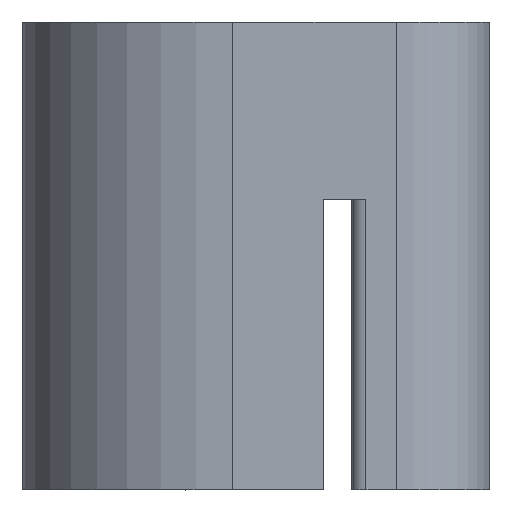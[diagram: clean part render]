
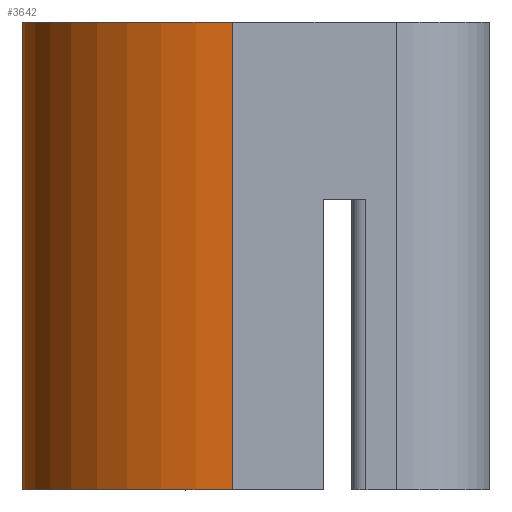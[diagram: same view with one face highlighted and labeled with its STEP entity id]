
A CAD part, left-side view. The second image highlights one B-rep face of the part: STEP entity #3642.
In plain terms, the highlighted cylindrical face has radius 4.5 mm (diameter 9 mm), a partial arc.
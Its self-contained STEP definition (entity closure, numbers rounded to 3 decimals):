
#296=FACE_OUTER_BOUND('',#480,.T.);
#480=EDGE_LOOP('',(#3369,#3370,#3371,#3372));
#587=LINE('',#5531,#945);
#838=LINE('',#6200,#1196);
#945=VECTOR('',#4345,10.);
#1196=VECTOR('',#5098,10.);
#1288=CIRCLE('',#3757,4.5);
#1378=CIRCLE('',#4019,4.5);
#1567=VERTEX_POINT('',#5509);
#1568=VERTEX_POINT('',#5511);
#1573=VERTEX_POINT('',#5530);
#1740=VERTEX_POINT('',#6198);
#1938=EDGE_CURVE('',#1568,#1567,#1288,.T.);
#1947=EDGE_CURVE('',#1573,#1568,#587,.T.);
#2282=EDGE_CURVE('',#1567,#1740,#838,.T.);
#2284=EDGE_CURVE('',#1740,#1573,#1378,.T.);
#3369=ORIENTED_EDGE('',*,*,#1938,.T.);
#3370=ORIENTED_EDGE('',*,*,#2282,.T.);
#3371=ORIENTED_EDGE('',*,*,#2284,.T.);
#3372=ORIENTED_EDGE('',*,*,#1947,.T.);
#3460=CYLINDRICAL_SURFACE('',#4020,4.5);
#3642=ADVANCED_FACE('',(#296),#3460,.T.);
#3757=AXIS2_PLACEMENT_3D('',#5512,#4326,#4327);
#4019=AXIS2_PLACEMENT_3D('',#6204,#5105,#5106);
#4020=AXIS2_PLACEMENT_3D('',#6205,#5107,#5108);
#4326=DIRECTION('center_axis',(0.,0.,
1.));
#4327=DIRECTION('ref_axis',(-0.707,0.707,0.));
#4345=DIRECTION('',(0.,0.,-1.));
#5098=DIRECTION('',(0.,0.,1.));
#5105=DIRECTION('center_axis',(0.,0.,
-1.));
#5106=DIRECTION('ref_axis',(-0.707,0.707,0.));
#5107=DIRECTION('center_axis',(0.,0.,
-1.));
#5108=DIRECTION('ref_axis',(-0.707,0.707,0.));
#5509=CARTESIAN_POINT('',(-19.26,38.579,38.941));
#5511=CARTESIAN_POINT('',(-14.76,43.079,38.941));
#5512=CARTESIAN_POINT('Origin',(-14.76,38.579,38.941));
#5530=CARTESIAN_POINT('',(-14.76,43.079,48.941));
#5531=CARTESIAN_POINT('',(-14.76,43.079,48.941));
#6198=CARTESIAN_POINT('',(-19.26,38.579,48.941));
#6200=CARTESIAN_POINT('',(-19.26,38.579,48.941));
#6204=CARTESIAN_POINT('Origin',(-14.76,38.579,48.941));
#6205=CARTESIAN_POINT('Origin',(-14.76,38.579,48.941));
